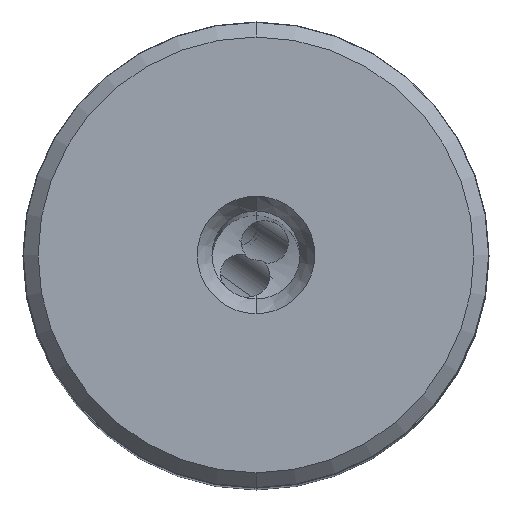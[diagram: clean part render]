
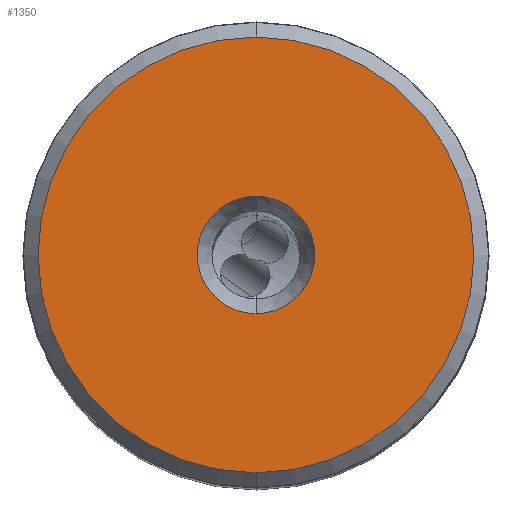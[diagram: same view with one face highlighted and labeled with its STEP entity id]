
A CAD part, top view. The second image highlights one B-rep face of the part: STEP entity #1350.
In plain terms, the highlighted planar face has unit normal (0, 0, 1).
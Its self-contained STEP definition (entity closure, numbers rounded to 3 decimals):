
#349=FACE_BOUND('',#2067,.T.);
#350=FACE_BOUND('',#2068,.T.);
#441=PLANE('',#7148);
#1350=ADVANCED_FACE('',(#349,#350),#441,.T.);
#2067=EDGE_LOOP('',(#3721,#3722));
#2068=EDGE_LOOP('',(#3723,#3724));
#2435=CIRCLE('',#7142,14.84);
#2436=CIRCLE('',#7144,14.84);
#2437=CIRCLE('',#7146,4.);
#2438=CIRCLE('',#7147,4.);
#3721=ORIENTED_EDGE('',*,*,#5977,.T.);
#3722=ORIENTED_EDGE('',*,*,#5974,.T.);
#3723=ORIENTED_EDGE('',*,*,#5978,.T.);
#3724=ORIENTED_EDGE('',*,*,#5979,.T.);
#5129=VERTEX_POINT('',#12783);
#5130=VERTEX_POINT('',#12784);
#5131=VERTEX_POINT('',#12791);
#5132=VERTEX_POINT('',#12792);
#5974=EDGE_CURVE('',#5129,#5130,#2435,.T.);
#5977=EDGE_CURVE('',#5130,#5129,#2436,.T.);
#5978=EDGE_CURVE('',#5131,#5132,#2437,.T.);
#5979=EDGE_CURVE('',#5132,#5131,#2438,.T.);
#7142=AXIS2_PLACEMENT_3D('',#12782,#8540,#8541);
#7144=AXIS2_PLACEMENT_3D('',#12788,#8546,#8547);
#7146=AXIS2_PLACEMENT_3D('',#12790,#8550,#8551);
#7147=AXIS2_PLACEMENT_3D('',#12793,#8552,#8553);
#7148=AXIS2_PLACEMENT_3D('',#12794,#8554,#8555);
#8540=DIRECTION('',(0.,0.,1.));
#8541=DIRECTION('',(0.,1.,0.));
#8546=DIRECTION('',(0.,0.,1.));
#8547=DIRECTION('',(0.,-1.,0.));
#8550=DIRECTION('',(0.,0.,-1.));
#8551=DIRECTION('',(0.,-1.,0.));
#8552=DIRECTION('',(0.,0.,-1.));
#8553=DIRECTION('',(0.,1.,0.));
#8554=DIRECTION('',(0.,0.,1.));
#8555=DIRECTION('',(0.,-1.,0.));
#12782=CARTESIAN_POINT('',(0.,0.,0.));
#12783=CARTESIAN_POINT('',(0.,14.84,0.));
#12784=CARTESIAN_POINT('',(0.,-14.84,0.));
#12788=CARTESIAN_POINT('',(0.,0.,0.));
#12790=CARTESIAN_POINT('',(0.,0.,0.));
#12791=CARTESIAN_POINT('',(0.,-4.,0.));
#12792=CARTESIAN_POINT('',(0.,4.,0.));
#12793=CARTESIAN_POINT('',(0.,0.,0.));
#12794=CARTESIAN_POINT('',(0.,0.,0.));
